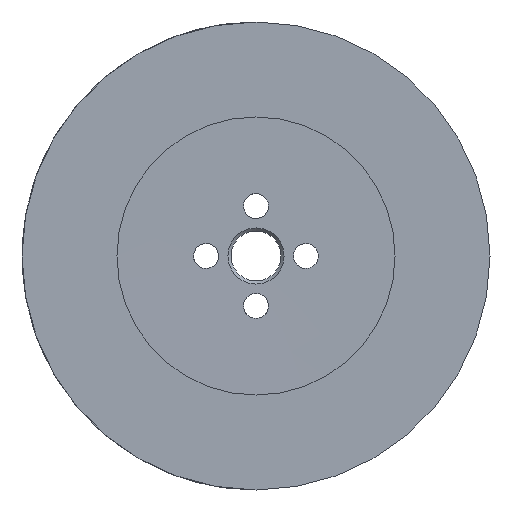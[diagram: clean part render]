
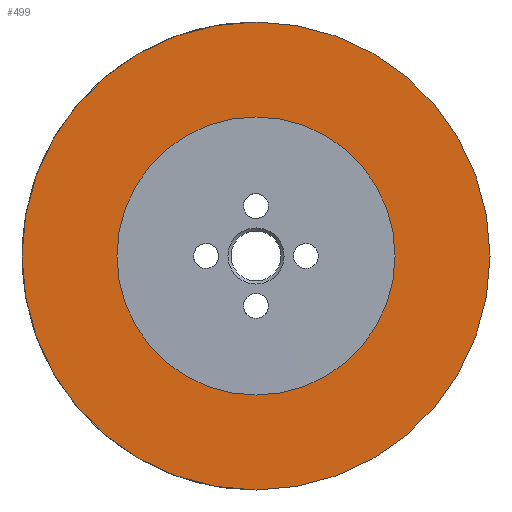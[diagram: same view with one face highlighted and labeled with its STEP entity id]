
A CAD part, front view. The second image highlights one B-rep face of the part: STEP entity #499.
In plain terms, the highlighted planar face has unit normal (0, -1, 0).
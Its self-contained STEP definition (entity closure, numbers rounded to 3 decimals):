
#41=FACE_BOUND('',#165,.T.);
#49=PLANE('',#575);
#127=FACE_OUTER_BOUND('',#164,.T.);
#164=EDGE_LOOP('',(#465,#466));
#165=EDGE_LOOP('',(#467,#468));
#203=CIRCLE('',#573,37.5);
#204=CIRCLE('',#574,37.5);
#205=CIRCLE('',#576,22.28);
#206=CIRCLE('',#577,22.28);
#255=VERTEX_POINT('',#1010);
#256=VERTEX_POINT('',#1011);
#257=VERTEX_POINT('',#1016);
#258=VERTEX_POINT('',#1017);
#325=EDGE_CURVE('',#255,#256,#203,.T.);
#326=EDGE_CURVE('',#256,#255,#204,.T.);
#328=EDGE_CURVE('',#257,#258,#205,.T.);
#329=EDGE_CURVE('',#258,#257,#206,.T.);
#465=ORIENTED_EDGE('',*,*,#325,.T.);
#466=ORIENTED_EDGE('',*,*,#326,.T.);
#467=ORIENTED_EDGE('',*,*,#328,.F.);
#468=ORIENTED_EDGE('',*,*,#329,.F.);
#499=ADVANCED_FACE('',(#127,#41),#49,.T.);
#573=AXIS2_PLACEMENT_3D('',#1012,#717,#718);
#574=AXIS2_PLACEMENT_3D('',#1013,#719,#720);
#575=AXIS2_PLACEMENT_3D('',#1015,#722,#723);
#576=AXIS2_PLACEMENT_3D('',#1018,#724,#725);
#577=AXIS2_PLACEMENT_3D('',#1019,#726,#727);
#717=DIRECTION('center_axis',(0.,-1.,0.));
#718=DIRECTION('ref_axis',(1.,0.,0.));
#719=DIRECTION('center_axis',(0.,-1.,0.));
#720=DIRECTION('ref_axis',(1.,0.,0.));
#722=DIRECTION('center_axis',(0.,-1.,0.));
#723=DIRECTION('ref_axis',(0.,0.,-1.));
#724=DIRECTION('center_axis',(0.,-1.,0.));
#725=DIRECTION('ref_axis',(1.,0.,0.));
#726=DIRECTION('center_axis',(0.,-1.,0.));
#727=DIRECTION('ref_axis',(1.,0.,0.));
#1010=CARTESIAN_POINT('',(0.,-17.5,-37.5));
#1011=CARTESIAN_POINT('',(0.,-17.5,37.5));
#1012=CARTESIAN_POINT('Origin',(0.,-17.5,0.));
#1013=CARTESIAN_POINT('Origin',(0.,-17.5,0.));
#1015=CARTESIAN_POINT('Origin',(0.,-17.5,-22.28));
#1016=CARTESIAN_POINT('',(0.,-17.5,-22.28));
#1017=CARTESIAN_POINT('',(0.,-17.5,22.28));
#1018=CARTESIAN_POINT('Origin',(0.,-17.5,0.));
#1019=CARTESIAN_POINT('Origin',(0.,-17.5,0.));
